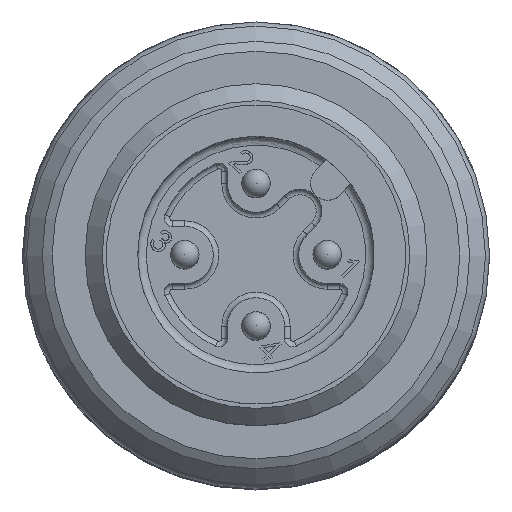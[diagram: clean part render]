
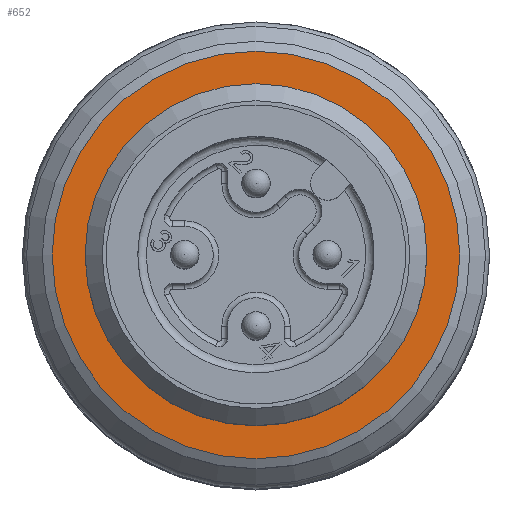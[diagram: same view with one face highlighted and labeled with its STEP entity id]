
A CAD part, top view. The second image highlights one B-rep face of the part: STEP entity #652.
In plain terms, the highlighted planar face has unit normal (0, 0, 1).
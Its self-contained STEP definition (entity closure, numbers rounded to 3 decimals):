
#154=FACE_BOUND('',#1138,.T.);
#155=FACE_BOUND('',#1139,.T.);
#478=CIRCLE('',#3639,7.154);
#479=CIRCLE('',#3641,6.);
#652=ADVANCED_FACE('',(#154,#155),#795,.F.);
#795=PLANE('',#3642);
#1138=EDGE_LOOP('',(#1658));
#1139=EDGE_LOOP('',(#1659));
#1658=ORIENTED_EDGE('',*,*,#2777,.F.);
#1659=ORIENTED_EDGE('',*,*,#2776,.T.);
#2389=VERTEX_POINT('',#6163);
#2390=VERTEX_POINT('',#6166);
#2776=EDGE_CURVE('',#2389,#2389,#478,.T.);
#2777=EDGE_CURVE('',#2390,#2390,#479,.T.);
#3639=AXIS2_PLACEMENT_3D('',#6162,#4248,#4249);
#3641=AXIS2_PLACEMENT_3D('',#6165,#4252,#4253);
#3642=AXIS2_PLACEMENT_3D('',#6167,#4254,#4255);
#4248=DIRECTION('',(0.,0.,1.));
#4249=DIRECTION('',(0.,1.,0.));
#4252=DIRECTION('',(0.,0.,1.));
#4253=DIRECTION('',(0.,1.,0.));
#4254=DIRECTION('',(0.,0.,-1.));
#4255=DIRECTION('',(0.,1.,0.));
#6162=CARTESIAN_POINT('',(63.96,37.588,-21.317));
#6163=CARTESIAN_POINT('',(63.96,44.741,-21.317));
#6165=CARTESIAN_POINT('',(63.96,37.588,-21.317));
#6166=CARTESIAN_POINT('',(63.96,43.588,-21.317));
#6167=CARTESIAN_POINT('',(56.806,37.588,-21.317));
